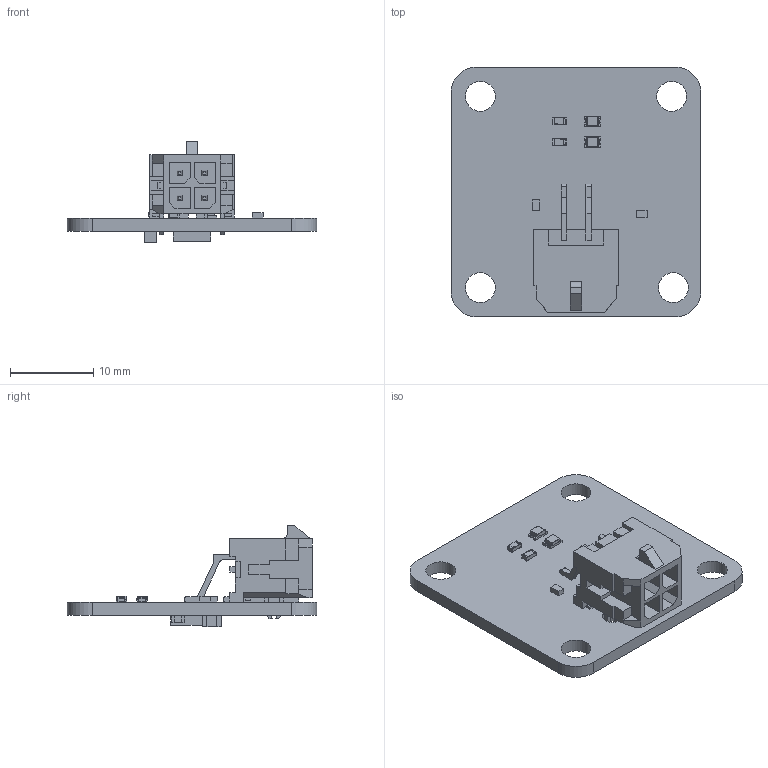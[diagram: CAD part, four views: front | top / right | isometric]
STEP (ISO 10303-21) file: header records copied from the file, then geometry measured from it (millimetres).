
FILE_DESCRIPTION(('Open CASCADE Model'),'2;1');
FILE_NAME('Open CASCADE Shape Model','2025-04-30T11:15:49',('Author'),( 'Open CASCADE'),'Open CASCADE STEP processor 7.5','Open CASCADE 7.5' ,'Unknown');
FILE_SCHEMA(('AUTOMOTIVE_DESIGN { 1 0 10303 214 1 1 1 1 }'));
Length unit declared in the file: millimetre
Products named in the file (48): PCB; Board; Open CASCADE STEP translator 7.5 1.1.1; D3; 6501137232; Extruded; D4; 6501136352; U1; 6501143312; R2; Res_Yageo_RC0603FR-07100KL_eec; 1; 2; 3; Yageo Logo; R1; J1; Conn_Molex_43045-0406_eec; 4; 5; 430450406; 6; Molex Logo; D2; 150080xxS75000; housing; cover; base_2; base; marking; D1; C2; 6501139232; 6501135392; C1; Cap_Murata_GRM188R60J106KE47D_eec; terminals; body; logo
Assembly tree (50 placements, depth 5):
  PCB
    Board
      Open CASCADE STEP translator 7.5 1.1.1
    D3
      6501137232
        Extruded
    D4
      6501136352
        Extruded
    U1
      6501143312
        Extruded
    R2
      Res_Yageo_RC0603FR-07100KL_eec
        1
        2
        3
        Yageo Logo
    R1
      Res_Yageo_RC0603FR-07100KL_eec
        1
        2
        3
        Yageo Logo
    J1
      Conn_Molex_43045-0406_eec
        1
          1
          2
          3
          4
          5
          430450406
          6
          Molex Logo
    D2
      150080xxS75000
        housing
        cover
        base_2
        base
        marking
    D1
      150080xxS75000
        housing
        cover
        base_2
        base
        marking
    C2
      6501139232  x2
        Extruded
      6501135392
        Extruded
    C1
      Cap_Murata_GRM188R60J106KE47D_eec
        terminals
        body
        logo
Bounding box: 30 x 30 x 12.25 mm (x, y, z)
Volume: 1839.4 mm3; surface area: 3102.7 mm2
Topology: 60 solids, 62 shells, 1151 faces, 2972 edges, 1946 vertices
Faces by surface type: plane 833, bspline 197, cylinder 105, sphere 16
Full cylindrical faces by diameter (mm): 2.41 x2, 3.6 x4
Entity records: 30499 total; most frequent: CARTESIAN_POINT 7114, ORIENTED_EDGE 4826, DIRECTION 4040, EDGE_CURVE 2413, LINE 1874, VECTOR 1874, VERTEX_POINT 1583, AXIS2_PLACEMENT_3D 1083
